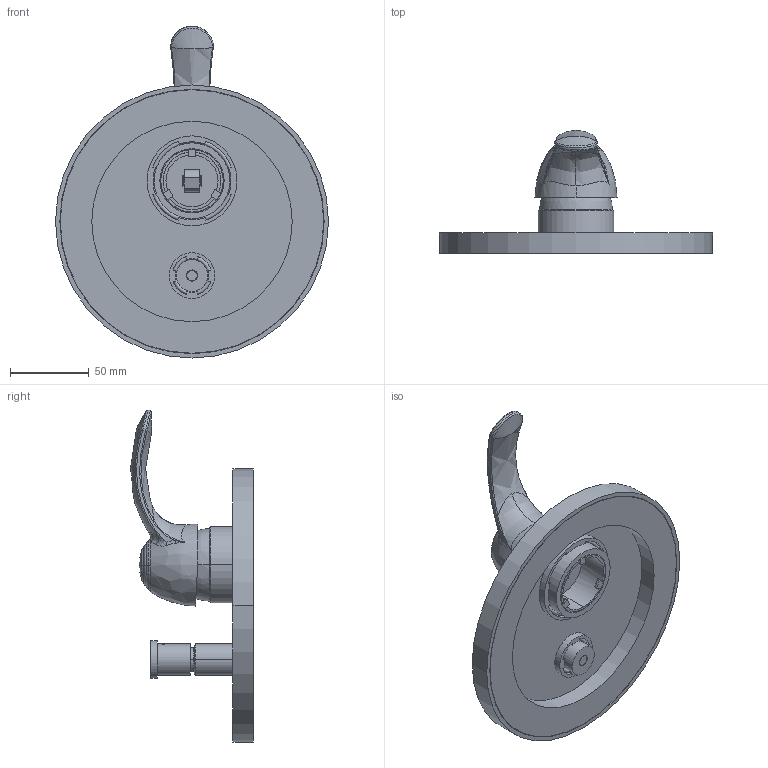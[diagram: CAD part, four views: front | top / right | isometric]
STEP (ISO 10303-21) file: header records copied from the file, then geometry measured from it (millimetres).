
FILE_DESCRIPTION((''),'2;1');
FILE_NAME('FABOX015CR','2021-11-10T09:14:27',('ut3'),('PAFFONI SpA'),'CREO PARAMETRIC BY PTC INC, 2020044','CREO PARAMETRIC BY PTC INC, 2020044','');
FILE_SCHEMA(('CONFIG_CONTROL_DESIGN','SHAPE_APPEARANCE_LAYERS_GROUPS'));
Length unit declared in the file: millimetre
Products named in the file (1): FABOX015CR
Bounding box: 173 x 77.91 x 210.37 mm (x, y, z)
Volume: 256026 mm3; surface area: 128948.2 mm2
Topology: 8 solids, 8 shells, 1069 faces, 2883 edges, 1837 vertices
Faces by surface type: plane 630, cylinder 257, torus 86, cone 53, bspline 33, sphere 10
Entity records: 47428 total; most frequent: CARTESIAN_POINT 12509, ORIENTED_EDGE 5738, DIRECTION 5438, EDGE_CURVE 2869, AXIS2_PLACEMENT_3D 1938, VERTEX_POINT 1837, VECTOR 1562, LINE 1562
